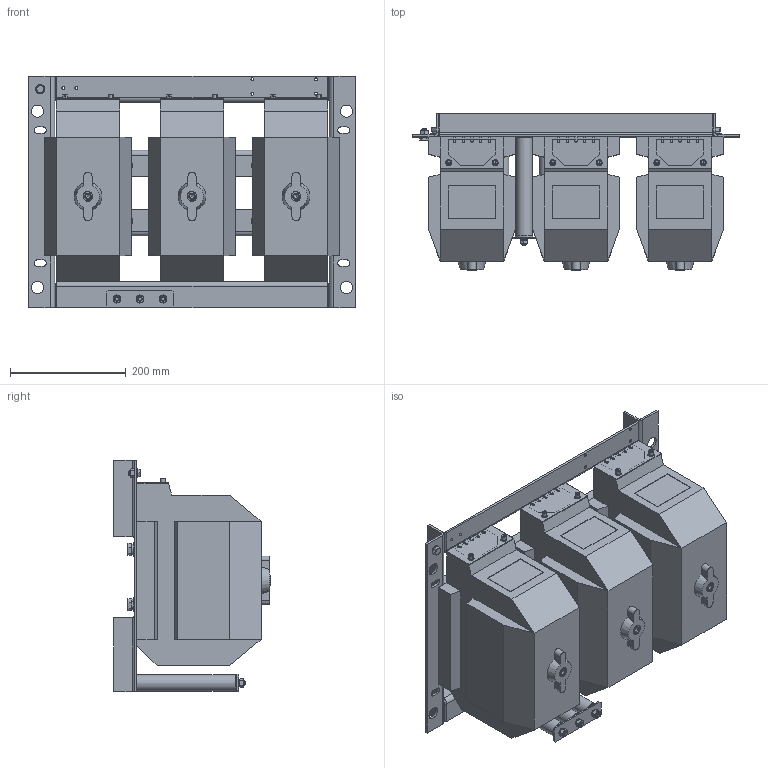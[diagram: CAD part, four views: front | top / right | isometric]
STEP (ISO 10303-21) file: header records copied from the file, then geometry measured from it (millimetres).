
FILE_DESCRIPTION(('STEP AP242'), '1');
FILE_NAME('ÝÊ.1.755.000 3õÇÍÎË-ÝÊ-10 Ì1 Ò 3-6-10êÂ', '', ('UNSPECIFIED'), ('UNSPECIFIED'), 'ASCON STEP Converter 1.6', 'ASCON Math Kernel', '');
FILE_SCHEMA(('AP242_MANAGED_MODEL_BASED_3D_ENGINEERING_MIM_LF { 1 0 10303 442 1 1 4 }'));
Length unit declared in the file: millimetre
Products named in the file (31): 3ﾍﾎﾋ-10 ﾌ1 ﾒ; 鎗鵻罻 楟.8.211.004
Assembly tree (96 placements, depth 4):
  3ﾍﾎﾋ-10 ﾌ1 ﾒ
    (unnamed)  x3
    (unnamed)
    (unnamed)  x12
    (unnamed)  x12
    (unnamed)  x12
    (unnamed)  x6
    (unnamed)  x3
    (unnamed)  x7
    (unnamed)  x3
    (unnamed)
    (unnamed)
    (unnamed)
      (unnamed)
      (unnamed)
        (unnamed)
      (unnamed)
      (unnamed)  x2
      (unnamed)
    (unnamed)  x3
      (unnamed)
      (unnamed)
      鎗鵻罻 楟.8.211.004
      (unnamed)
      (unnamed)
      (unnamed)
      (unnamed)
      (unnamed)
        (unnamed)
        (unnamed)
        (unnamed)
Bounding box: 565 x 271 x 400 mm (x, y, z)
Volume: 25097952.8 mm3; surface area: 1517014.4 mm2
Topology: 160 solids, 160 shells, 4048 faces, 9957 edges, 6419 vertices
Faces by surface type: plane 2338, cylinder 1305, cone 245, torus 145, sphere 15
Full cylindrical faces by diameter (mm): 2.5 x6, 4 x30, 4.134 x6, 4.917 x15, 5 x12, 6 x21, 6.4 x15, 6.8 x12, 6.917 x7, 8 x10, 8.2 x3, 8.376 x3, 8.5 x1, 9 x7, 10 x48, 10.106 x12, 11.16 x12, 12 x27, 13 x12, 14 x6, 16 x1, 17 x36, 17.2 x3, 17.5 x3, 21 x4, 24 x12, 28 x3, 30 x3
Entity records: 55779 total; most frequent: CARTESIAN_POINT 15859, DIRECTION 6033, ORIENTED_EDGE 5488, EDGE_CURVE 2744, AXIS2_PLACEMENT_3D 2185, VERTEX_POINT 1861, LINE 1663, VECTOR 1663
